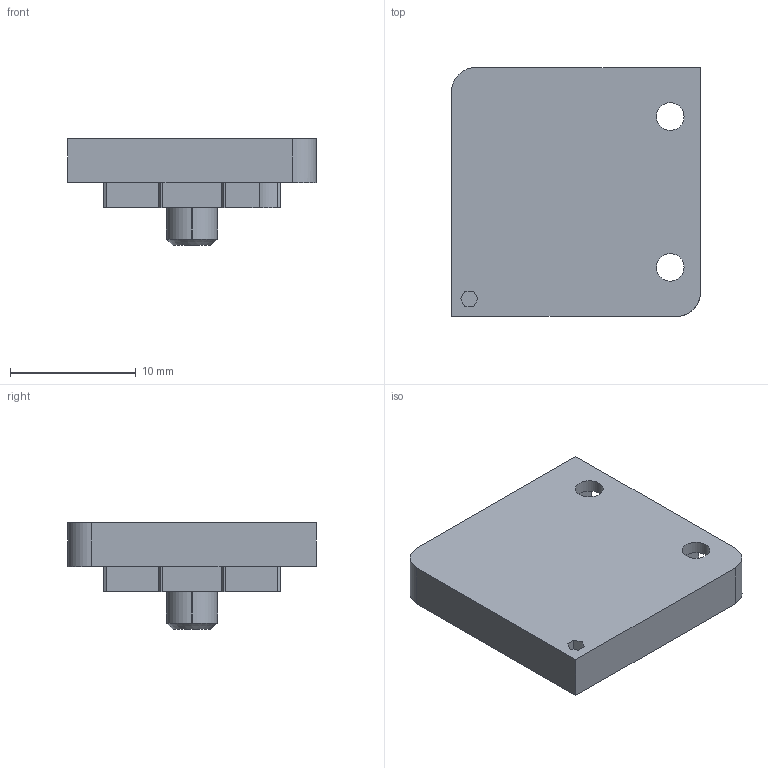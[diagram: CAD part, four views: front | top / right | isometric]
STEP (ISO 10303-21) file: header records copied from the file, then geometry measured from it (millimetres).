
FILE_DESCRIPTION(/* description */ (''),/* implementation_level */ '2;1');
FILE_NAME(/* name */ 'cornix_trackball_case_holder_v2.step',/* time_stamp */ '2025-11-13T15:39:32+09:00',/* author */ (''),/* organization */ (''),/* preprocessor_version */ 'ST-DEVELOPER v20.1',/* originating_system */ 'Autodesk Translation Framework v14.17.0.0',/* authorisation */ '');
FILE_SCHEMA (('AUTOMOTIVE_DESIGN { 1 0 10303 214 3 1 1 }'));
Length unit declared in the file: millimetre
Products named in the file (1): 2025-10-27-17-05-46-484
Bounding box: 19.8 x 19.8 x 8.5 mm (x, y, z)
Volume: 1662.4 mm3; surface area: 1242.3 mm2
Topology: 1 solids, 1 shells, 74 faces, 199 edges, 130 vertices
Faces by surface type: plane 61, cylinder 12, cone 1
Full cylindrical faces by diameter (mm): 2.2 x2
Entity records: 2331 total; most frequent: CARTESIAN_POINT 404, ORIENTED_EDGE 398, DIRECTION 380, EDGE_CURVE 199, LINE 168, VECTOR 168, VERTEX_POINT 130, AXIS2_PLACEMENT_3D 106
